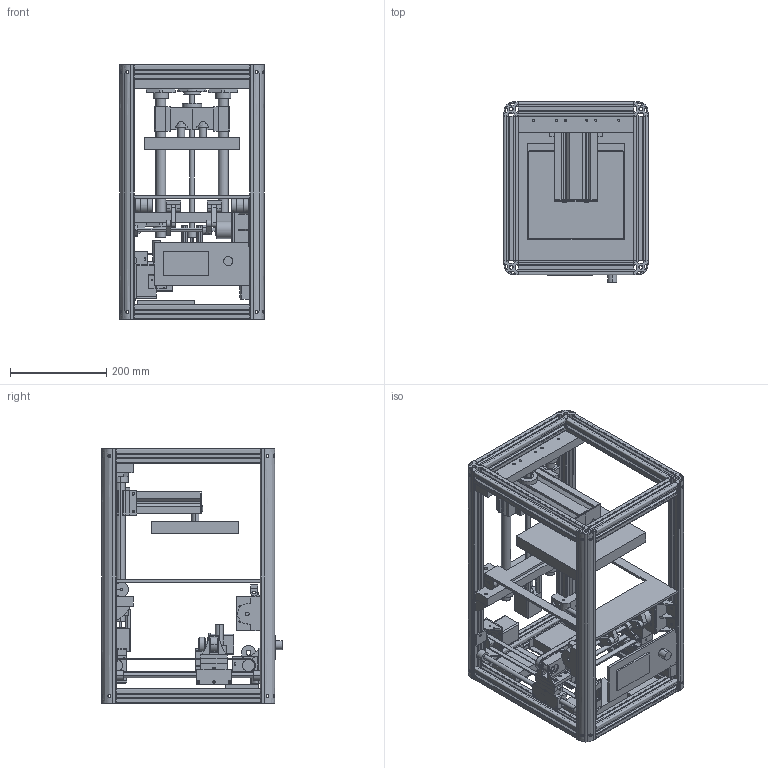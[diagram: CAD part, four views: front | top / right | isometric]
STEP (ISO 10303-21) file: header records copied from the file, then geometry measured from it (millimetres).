
FILE_DESCRIPTION(/* description */ (''),/* implementation_level */ '2;1');
FILE_NAME(/* name */ '3DPRIN~1',/* time_stamp */ '2016-01-05T10:21:25+01:00',/* author */ (''),/* organization */ (''),/* preprocessor_version */ 'ST-DEVELOPER v15',/* originating_system */ '',/* authorisation */ '');
FILE_SCHEMA (('AUTOMOTIVE_DESIGN'));
Products named in the file (1): Document
Bounding box: 300 x 375.5 x 530 mm (x, y, z)
Volume: 6769168.1 mm3; surface area: 2296690.5 mm2
Topology: 209 solids, 209 shells, 3300 faces, 8488 edges, 5632 vertices
Faces by surface type: plane 1903, bspline 1397
Entity records: 104540 total; most frequent: CARTESIAN_POINT 51230, ORIENTED_EDGE 16970, EDGE_CURVE 8485, VERTEX_POINT 5629, B_SPLINE_CURVE_WITH_KNOTS 4771, EDGE_LOOP 3982, ADVANCED_FACE 3300, FACE_OUTER_BOUND 3300
